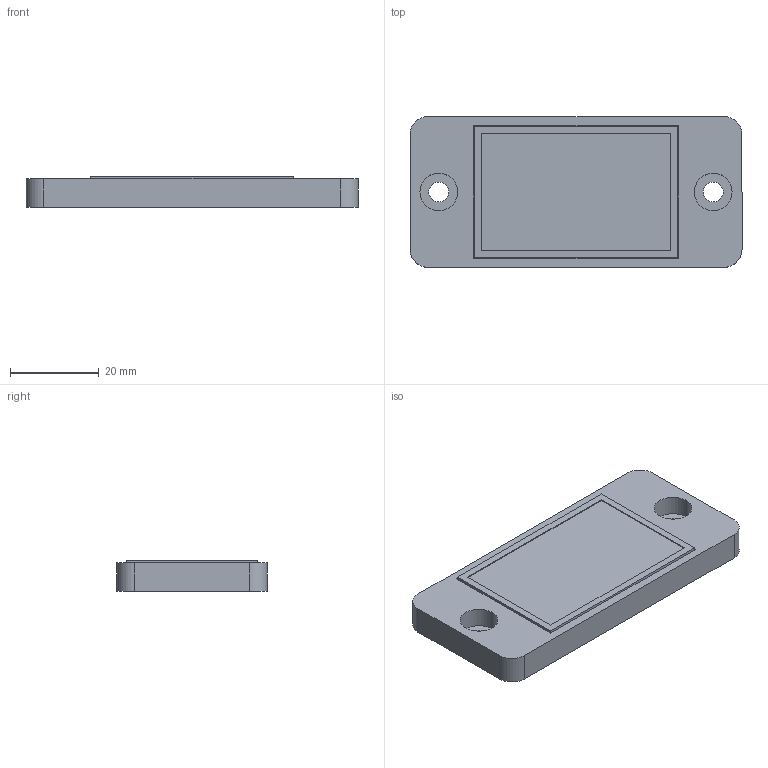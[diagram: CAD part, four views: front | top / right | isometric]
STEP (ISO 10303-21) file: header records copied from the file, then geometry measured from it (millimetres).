
FILE_DESCRIPTION (( 'STEP AP203' ), '1' );
FILE_NAME ('93154500d.STEP', '2019-10-07T09:22:03', ( '' ), ( '' ), 'SwSTEP 2.0', 'SolidWorks 2018', '' );
FILE_SCHEMA (( 'CONFIG_CONTROL_DESIGN' ));
Length unit declared in the file: millimetre
Products named in the file (1): 93154500d
Bounding box: 75 x 34 x 7 mm (x, y, z)
Volume: 13870.6 mm3; surface area: 9394.9 mm2
Topology: 1 solids, 1 shells, 50 faces, 123 edges, 82 vertices
Faces by surface type: plane 35, cylinder 15
Entity records: 1562 total; most frequent: CARTESIAN_POINT 256, DIRECTION 255, ORIENTED_EDGE 246, EDGE_CURVE 123, VECTOR 93, LINE 93, VERTEX_POINT 82, AXIS2_PLACEMENT_3D 81
